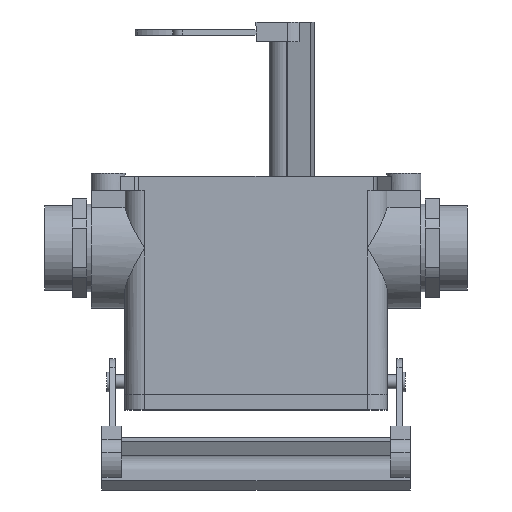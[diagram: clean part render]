
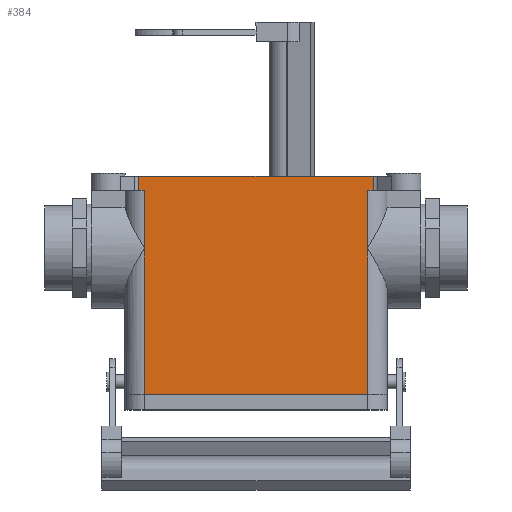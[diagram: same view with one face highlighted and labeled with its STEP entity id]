
A CAD part, top view. The second image highlights one B-rep face of the part: STEP entity #384.
In plain terms, the highlighted planar face has unit normal (0, 0, 1).
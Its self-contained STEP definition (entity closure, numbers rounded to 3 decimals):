
#384 = ADVANCED_FACE( '', ( #928 ), #929, .F. );
#928 = FACE_OUTER_BOUND( '', #1670, .T. );
#929 = PLANE( '', #1671 );
#1670 = EDGE_LOOP( '', ( #2747, #2748, #2749, #2750, #2751, #2752, #2753, #2754, #2755, #2756 ) );
#1671 = AXIS2_PLACEMENT_3D( '', #2757, #2758, #2759 );
#2747 = ORIENTED_EDGE( '', *, *, #4514, .T. );
#2748 = ORIENTED_EDGE( '', *, *, #4515, .T. );
#2749 = ORIENTED_EDGE( '', *, *, #4516, .F. );
#2750 = ORIENTED_EDGE( '', *, *, #4517, .T. );
#2751 = ORIENTED_EDGE( '', *, *, #4402, .T. );
#2752 = ORIENTED_EDGE( '', *, *, #4518, .F. );
#2753 = ORIENTED_EDGE( '', *, *, #4519, .F. );
#2754 = ORIENTED_EDGE( '', *, *, #4520, .F. );
#2755 = ORIENTED_EDGE( '', *, *, #4521, .F. );
#2756 = ORIENTED_EDGE( '', *, *, #4522, .T. );
#2757 = CARTESIAN_POINT( '', ( 42.515, -5., 21.5 ) );
#2758 = DIRECTION( '', ( 0., 0., -1. ) );
#2759 = DIRECTION( '', ( -1., 0., 0. ) );
#4402 = EDGE_CURVE( '', #5331, #5332, #5333, .T. );
#4514 = EDGE_CURVE( '', #5502, #5503, #5504, .T. );
#4515 = EDGE_CURVE( '', #5503, #5505, #5506, .F. );
#4516 = EDGE_CURVE( '', #5507, #5505, #5508, .T. );
#4517 = EDGE_CURVE( '', #5507, #5331, #5509, .T. );
#4518 = EDGE_CURVE( '', #5510, #5332, #5511, .T. );
#4519 = EDGE_CURVE( '', #5058, #5510, #5512, .T. );
#4520 = EDGE_CURVE( '', #5513, #5058, #5514, .T. );
#4521 = EDGE_CURVE( '', #5515, #5513, #5516, .T. );
#4522 = EDGE_CURVE( '', #5515, #5502, #5517, .T. );
#5058 = VERTEX_POINT( '', #6317 );
#5331 = VERTEX_POINT( '', #6802 );
#5332 = VERTEX_POINT( '', #6803 );
#5333 = LINE( '', #6804, #6805 );
#5502 = VERTEX_POINT( '', #7061 );
#5503 = VERTEX_POINT( '', #7062 );
#5504 = LINE( '', #7063, #7064 );
#5505 = VERTEX_POINT( '', #7065 );
#5506 = LINE( '', #7066, #7067 );
#5507 = VERTEX_POINT( '', #7068 );
#5508 = LINE( '', #7069, #7070 );
#5509 = LINE( '', #7071, #7072 );
#5510 = VERTEX_POINT( '', #7073 );
#5511 = LINE( '', #7074, #7075 );
#5512 = LINE( '', #7076, #7077 );
#5513 = VERTEX_POINT( '', #7078 );
#5514 = LINE( '', #7079, #7080 );
#5515 = VERTEX_POINT( '', #7081 );
#5516 = LINE( '', #7082, #7083 );
#5517 = LINE( '', #7084, #7085 );
#6317 = CARTESIAN_POINT( '', ( 39.65, -25.5, 21.5 ) );
#6802 = CARTESIAN_POINT( '', ( -39.65, -25.5, 21.5 ) );
#6803 = CARTESIAN_POINT( '', ( -39.65, -77.4, 21.5 ) );
#6804 = CARTESIAN_POINT( '', ( -39.65, 74.914, 21.5 ) );
#6805 = VECTOR( '', #8230, 1000. );
#7061 = CARTESIAN_POINT( '', ( 41.686, 0., 21.5 ) );
#7062 = CARTESIAN_POINT( '', ( -41.686, 0., 21.5 ) );
#7063 = CARTESIAN_POINT( '', ( 42.515, 0., 21.5 ) );
#7064 = VECTOR( '', #8367, 1000. );
#7065 = CARTESIAN_POINT( '', ( -41.686, -5., 21.5 ) );
#7066 = CARTESIAN_POINT( '', ( -41.686, -5., 21.5 ) );
#7067 = VECTOR( '', #8368, 1000. );
#7068 = CARTESIAN_POINT( '', ( -39.65, -5., 21.5 ) );
#7069 = CARTESIAN_POINT( '', ( 42.515, -5., 21.5 ) );
#7070 = VECTOR( '', #8369, 1000. );
#7071 = CARTESIAN_POINT( '', ( -39.65, 74.914, 21.5 ) );
#7072 = VECTOR( '', #8370, 1000. );
#7073 = CARTESIAN_POINT( '', ( 39.65, -77.4, 21.5 ) );
#7074 = CARTESIAN_POINT( '', ( -39.65, -77.4, 21.5 ) );
#7075 = VECTOR( '', #8371, 1000. );
#7076 = CARTESIAN_POINT( '', ( 39.65, 74.914, 21.5 ) );
#7077 = VECTOR( '', #8372, 1000. );
#7078 = CARTESIAN_POINT( '', ( 39.65, -5., 21.5 ) );
#7079 = CARTESIAN_POINT( '', ( 39.65, 74.914, 21.5 ) );
#7080 = VECTOR( '', #8373, 1000. );
#7081 = CARTESIAN_POINT( '', ( 41.686, -5., 21.5 ) );
#7082 = CARTESIAN_POINT( '', ( 42.515, -5., 21.5 ) );
#7083 = VECTOR( '', #8374, 1000. );
#7084 = CARTESIAN_POINT( '', ( 41.686, 0., 21.5 ) );
#7085 = VECTOR( '', #8375, 1000. );
#8230 = DIRECTION( '', ( 0., -1., 0. ) );
#8367 = DIRECTION( '', ( -1., 0., 0. ) );
#8368 = DIRECTION( '', ( 0., 1., 0. ) );
#8369 = DIRECTION( '', ( -1., 0., 0. ) );
#8370 = DIRECTION( '', ( 0., -1., 0. ) );
#8371 = DIRECTION( '', ( -1., 0., 0. ) );
#8372 = DIRECTION( '', ( 0., -1., 0. ) );
#8373 = DIRECTION( '', ( 0., -1., 0. ) );
#8374 = DIRECTION( '', ( -1., 0., 0. ) );
#8375 = DIRECTION( '', ( 0., 1., 0. ) );
